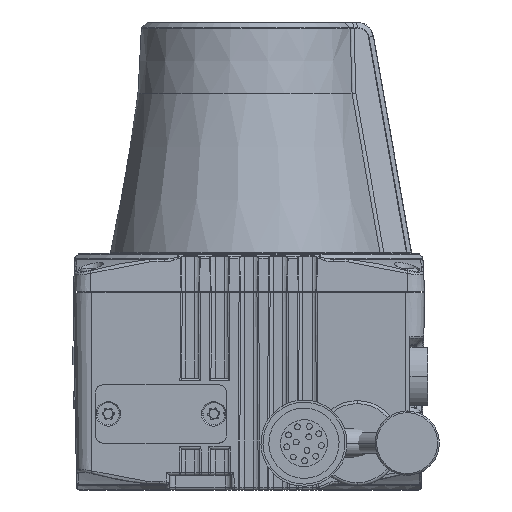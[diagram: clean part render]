
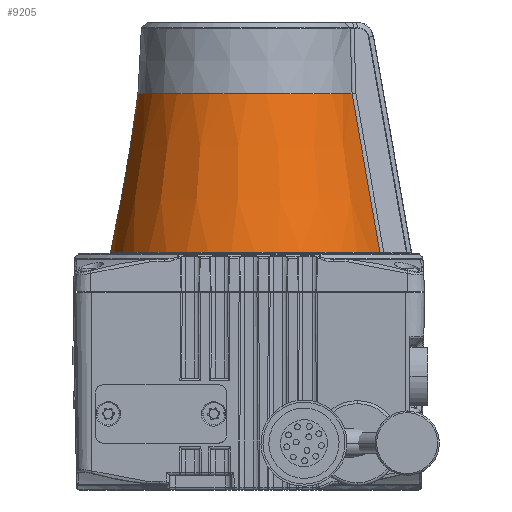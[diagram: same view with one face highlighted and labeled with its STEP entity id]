
A CAD part, front view. The second image highlights one B-rep face of the part: STEP entity #9205.
In plain terms, the highlighted conical face has half-angle 10 degrees and reference radius 18.942 mm.
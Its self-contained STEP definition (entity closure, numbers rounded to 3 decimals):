
#451 = CARTESIAN_POINT ( 'NONE',  ( 19.023, 7.237, 26.76 ) ) ;
#1255 = B_SPLINE_CURVE_WITH_KNOTS ( 'NONE', 3,
 ( #20547, #451, #15124, #34020 ),
 .UNSPECIFIED., .F., .F.,
 ( 4, 4 ),
 ( 0., 1. ),
 .UNSPECIFIED. ) ;
#2154 = CARTESIAN_POINT ( 'NONE',  ( 17.614, 6.968, 34.75 ) ) ;
#4426 = CARTESIAN_POINT ( 'NONE',  ( 22.372, 7.876, 7.665 ) ) ;
#5902 = ORIENTED_EDGE ( 'NONE', *, *, #54868, .T. ) ;
#6306 = CARTESIAN_POINT ( 'NONE',  ( 17.614, -6.968, 34.75 ) ) ;
#7190 = CIRCLE ( 'NONE', #18283, 18.942 ) ;
#9205 = ADVANCED_FACE ( 'NONE', ( #38551 ), #26523, .T. ) ;
#10297 = EDGE_CURVE ( 'NONE', #26272, #36547, #1255, .T. ) ;
#10596 = DIRECTION ( 'NONE',  ( 0., 0., -1. ) ) ;
#10789 = ORIENTED_EDGE ( 'NONE', *, *, #22802, .T. ) ;
#11754 = CARTESIAN_POINT ( 'NONE',  ( 19.023, -7.237, 26.76 ) ) ;
#14019 = EDGE_CURVE ( 'NONE', #41469, #26272, #26312, .T. ) ;
#14071 = VERTEX_POINT ( 'NONE', #49382 ) ;
#14772 = CARTESIAN_POINT ( 'NONE',  ( 17.613, -6.97, 34.75 ) ) ;
#15124 = CARTESIAN_POINT ( 'NONE',  ( 20.609, 7.539, 17.732 ) ) ;
#15274 = ORIENTED_EDGE ( 'NONE', *, *, #10297, .T. ) ;
#16417 = CARTESIAN_POINT ( 'NONE',  ( 22.372, -7.876, 7.665 ) ) ;
#17020 = CARTESIAN_POINT ( 'NONE',  ( 17.614, -6.968, 34.75 ) ) ;
#18283 = AXIS2_PLACEMENT_3D ( 'NONE', #45841, #49842, #50652 ) ;
#20373 = DIRECTION ( 'NONE',  ( 1., 0., 0. ) ) ;
#20547 = CARTESIAN_POINT ( 'NONE',  ( 17.614, 6.968, 34.75 ) ) ;
#20583 = DIRECTION ( 'NONE',  ( 0., 0., 1. ) ) ;
#20810 = CARTESIAN_POINT ( 'NONE',  ( 0., 0., 34.75 ) ) ;
#22802 = EDGE_CURVE ( 'NONE', #14071, #41685, #45780, .T. ) ;
#24228 = CIRCLE ( 'NONE', #30384, 23.718 ) ;
#24986 = DIRECTION ( 'NONE',  ( 1., 0., 0. ) ) ;
#26272 = VERTEX_POINT ( 'NONE', #2154 ) ;
#26312 = CIRCLE ( 'NONE', #54014, 18.942 ) ;
#26523 = CONICAL_SURFACE ( 'NONE', #54198, 18.942, 0.175 ) ;
#29956 = CARTESIAN_POINT ( 'NONE',  ( 0., 0., 34.75 ) ) ;
#30384 = AXIS2_PLACEMENT_3D ( 'NONE', #35467, #20583, #20373 ) ;
#32242 = ORIENTED_EDGE ( 'NONE', *, *, #14019, .T. ) ;
#34020 = CARTESIAN_POINT ( 'NONE',  ( 22.372, 7.876, 7.665 ) ) ;
#34882 = DIRECTION ( 'NONE',  ( 1., 0., 0. ) ) ;
#35467 = CARTESIAN_POINT ( 'NONE',  ( 0., 0., 7.665 ) ) ;
#35693 = CARTESIAN_POINT ( 'NONE',  ( 20.609, -7.539, 17.732 ) ) ;
#36547 = VERTEX_POINT ( 'NONE', #4426 ) ;
#38551 = FACE_OUTER_BOUND ( 'NONE', #51128, .T. ) ;
#41469 = VERTEX_POINT ( 'NONE', #14772 ) ;
#41685 = VERTEX_POINT ( 'NONE', #17020 ) ;
#44974 = DIRECTION ( 'NONE',  ( 0., 0., -1. ) ) ;
#45780 = B_SPLINE_CURVE_WITH_KNOTS ( 'NONE', 3,
 ( #16417, #35693, #11754, #6306 ),
 .UNSPECIFIED., .F., .F.,
 ( 4, 4 ),
 ( 0., 1. ),
 .UNSPECIFIED. ) ;
#45841 = CARTESIAN_POINT ( 'NONE',  ( 0., 0., 34.75 ) ) ;
#47392 = ORIENTED_EDGE ( 'NONE', *, *, #50079, .T. ) ;
#49382 = CARTESIAN_POINT ( 'NONE',  ( 22.372, -7.876, 7.665 ) ) ;
#49842 = DIRECTION ( 'NONE',  ( 0., 0., -1. ) ) ;
#50079 = EDGE_CURVE ( 'NONE', #36547, #14071, #24228, .T. ) ;
#50652 = DIRECTION ( 'NONE',  ( 1., 0., 0. ) ) ;
#51128 = EDGE_LOOP ( 'NONE', ( #15274, #47392, #10789, #5902, #32242 ) ) ;
#54014 = AXIS2_PLACEMENT_3D ( 'NONE', #20810, #44974, #34882 ) ;
#54198 = AXIS2_PLACEMENT_3D ( 'NONE', #29956, #10596, #24986 ) ;
#54868 = EDGE_CURVE ( 'NONE', #41685, #41469, #7190, .T. ) ;
